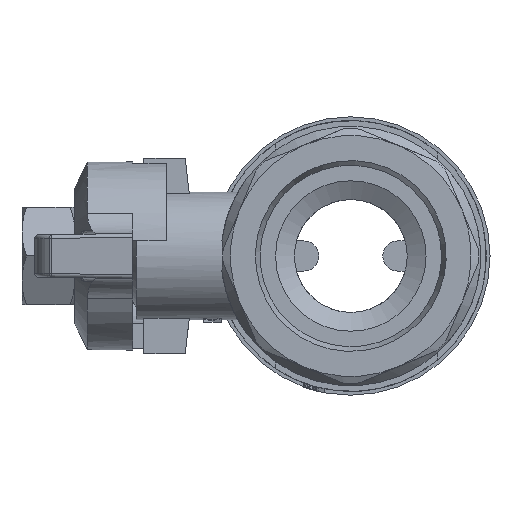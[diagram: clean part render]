
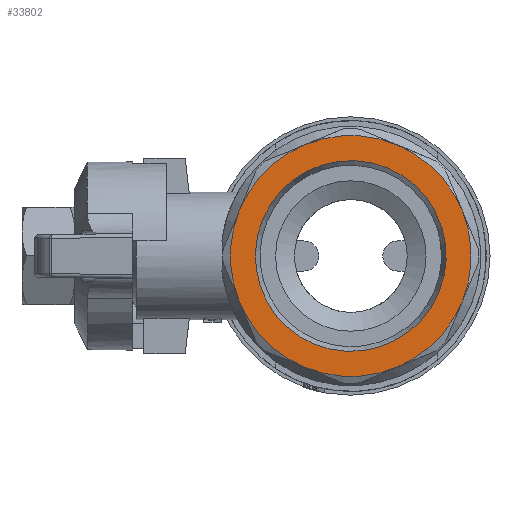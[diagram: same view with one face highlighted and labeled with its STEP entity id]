
A CAD part, left-side view. The second image highlights one B-rep face of the part: STEP entity #33802.
In plain terms, the highlighted planar face has unit normal (-1, 0, 0).
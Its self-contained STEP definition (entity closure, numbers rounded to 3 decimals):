
#8718=PLANE('',#48088);
#11172=ORIENTED_EDGE('',*,*,#21028,.F.);
#11173=ORIENTED_EDGE('',*,*,#21029,.F.);
#11174=ORIENTED_EDGE('',*,*,#21017,.F.);
#11175=ORIENTED_EDGE('',*,*,#20967,.F.);
#11176=ORIENTED_EDGE('',*,*,#21030,.F.);
#11177=ORIENTED_EDGE('',*,*,#21031,.F.);
#11178=ORIENTED_EDGE('',*,*,#21032,.F.);
#11179=ORIENTED_EDGE('',*,*,#21033,.F.);
#11180=ORIENTED_EDGE('',*,*,#21027,.F.);
#20967=EDGE_CURVE('',#25980,#25982,#29289,.T.);
#21017=EDGE_CURVE('',#25982,#26011,#29309,.T.);
#21027=EDGE_CURVE('',#26020,#26020,#29316,.T.);
#21028=EDGE_CURVE('',#26021,#26022,#29317,.T.);
#21029=EDGE_CURVE('',#26011,#26021,#29318,.T.);
#21030=EDGE_CURVE('',#26023,#25980,#29319,.T.);
#21031=EDGE_CURVE('',#26024,#26023,#29320,.T.);
#21032=EDGE_CURVE('',#26025,#26024,#29321,.T.);
#21033=EDGE_CURVE('',#26022,#26025,#29322,.T.);
#25980=VERTEX_POINT('',#64062);
#25982=VERTEX_POINT('',#64065);
#26011=VERTEX_POINT('',#64235);
#26020=VERTEX_POINT('',#64272);
#26021=VERTEX_POINT('',#64275);
#26022=VERTEX_POINT('',#64276);
#26023=VERTEX_POINT('',#64279);
#26024=VERTEX_POINT('',#64281);
#26025=VERTEX_POINT('',#64283);
#29289=CIRCLE('',#48035,16.);
#29309=CIRCLE('',#48074,16.);
#29316=CIRCLE('',#48087,12.68);
#29317=CIRCLE('',#48089,16.);
#29318=CIRCLE('',#48090,16.);
#29319=CIRCLE('',#48091,16.);
#29320=CIRCLE('',#48092,16.);
#29321=CIRCLE('',#48093,16.);
#29322=CIRCLE('',#48094,16.);
#29766=EDGE_LOOP('',(#11172,#11173,#11174,#11175,#11176,#11177,#11178,#11179));
#29767=EDGE_LOOP('',(#11180));
#31815=FACE_BOUND('',#29766,.T.);
#31816=FACE_BOUND('',#29767,.T.);
#33802=ADVANCED_FACE('',(#31815,#31816),#8718,.F.);
#48035=AXIS2_PLACEMENT_3D('',#64064,#51779,#51780);
#48074=AXIS2_PLACEMENT_3D('',#64234,#51881,#51882);
#48087=AXIS2_PLACEMENT_3D('',#64271,#51909,#51910);
#48088=AXIS2_PLACEMENT_3D('',#64273,#51911,#51912);
#48089=AXIS2_PLACEMENT_3D('',#64274,#51913,#51914);
#48090=AXIS2_PLACEMENT_3D('',#64277,#51915,#51916);
#48091=AXIS2_PLACEMENT_3D('',#64278,#51917,#51918);
#48092=AXIS2_PLACEMENT_3D('',#64280,#51919,#51920);
#48093=AXIS2_PLACEMENT_3D('',#64282,#51921,#51922);
#48094=AXIS2_PLACEMENT_3D('',#64284,#51923,#51924);
#51779=DIRECTION('',(1.,0.,0.));
#51780=DIRECTION('',(0.,-0.924,-0.383));
#51881=DIRECTION('',(1.,0.,0.));
#51882=DIRECTION('',(0.,-0.924,-0.383));
#51909=DIRECTION('',(-1.,0.,0.));
#51910=DIRECTION('',(0.,0.924,0.383));
#51911=DIRECTION('',(1.,0.,0.));
#51912=DIRECTION('',(0.,1.,0.));
#51913=DIRECTION('',(1.,0.,0.));
#51914=DIRECTION('',(0.,-0.924,-0.383));
#51915=DIRECTION('',(1.,0.,0.));
#51916=DIRECTION('',(0.,-0.924,-0.383));
#51917=DIRECTION('',(1.,0.,0.));
#51918=DIRECTION('',(0.,-0.924,-0.383));
#51919=DIRECTION('',(1.,0.,0.));
#51920=DIRECTION('',(0.,-0.924,-0.383));
#51921=DIRECTION('',(1.,0.,0.));
#51922=DIRECTION('',(0.,-0.924,-0.383));
#51923=DIRECTION('',(1.,0.,0.));
#51924=DIRECTION('',(0.,-0.924,-0.383));
#64062=CARTESIAN_POINT('',(-34.75,14.782,6.123));
#64064=CARTESIAN_POINT('',(-34.75,0.,0.));
#64065=CARTESIAN_POINT('',(-34.75,6.123,14.782));
#64234=CARTESIAN_POINT('',(-34.75,0.,0.));
#64235=CARTESIAN_POINT('',(-34.75,-6.123,14.782));
#64271=CARTESIAN_POINT('',(-34.75,0.,0.));
#64272=CARTESIAN_POINT('',(-34.75,11.715,4.852));
#64273=CARTESIAN_POINT('',(-34.75,-7.853,-3.253));
#64274=CARTESIAN_POINT('',(-34.75,0.,0.));
#64275=CARTESIAN_POINT('',(-34.75,-14.782,6.123));
#64276=CARTESIAN_POINT('',(-34.75,-14.782,-6.123));
#64277=CARTESIAN_POINT('',(-34.75,0.,0.));
#64278=CARTESIAN_POINT('',(-34.75,0.,0.));
#64279=CARTESIAN_POINT('',(-34.75,14.782,-6.123));
#64280=CARTESIAN_POINT('',(-34.75,0.,0.));
#64281=CARTESIAN_POINT('',(-34.75,6.123,-14.782));
#64282=CARTESIAN_POINT('',(-34.75,0.,0.));
#64283=CARTESIAN_POINT('',(-34.75,-6.123,-14.782));
#64284=CARTESIAN_POINT('',(-34.75,0.,0.));
